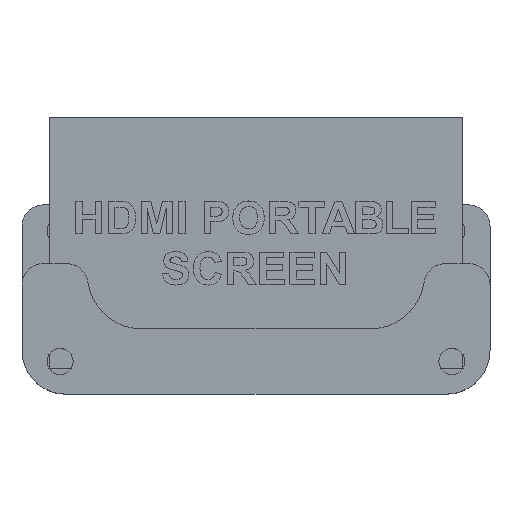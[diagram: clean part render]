
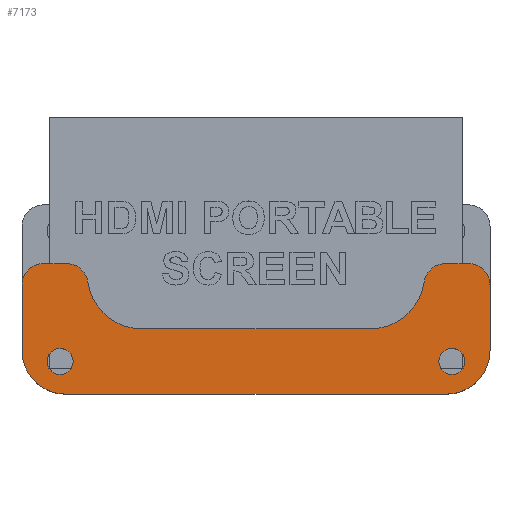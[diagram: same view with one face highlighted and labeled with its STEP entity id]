
A CAD part, top view. The second image highlights one B-rep face of the part: STEP entity #7173.
In plain terms, the highlighted planar face has unit normal (0, 0, 1).
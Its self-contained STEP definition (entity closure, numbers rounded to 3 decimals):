
#22=CIRCLE('',#7433,10.);
#24=CIRCLE('',#7437,10.);
#25=CIRCLE('',#7438,25.);
#26=CIRCLE('',#7439,25.);
#27=CIRCLE('',#7440,10.);
#28=CIRCLE('',#7441,10.);
#29=CIRCLE('',#7442,20.);
#30=CIRCLE('',#7443,20.);
#31=CIRCLE('',#7444,6.);
#32=CIRCLE('',#7445,6.);
#143=FACE_BOUND('',#1333,.T.);
#144=FACE_BOUND('',#1334,.T.);
#926=FACE_OUTER_BOUND('',#1332,.T.);
#1332=EDGE_LOOP('',(#6348,#6349,#6350,#6351,#6352,#6353,#6354,#6355,#6356,
#6357,#6358,#6359,#6360,#6361));
#1333=EDGE_LOOP('',(#6362));
#1334=EDGE_LOOP('',(#6363));
#2002=LINE('',#12006,#2698);
#2009=LINE('',#12020,#2705);
#2010=LINE('',#12026,#2706);
#2011=LINE('',#12032,#2707);
#2012=LINE('',#12036,#2708);
#2013=LINE('',#12040,#2709);
#2698=VECTOR('',#8531,10.);
#2705=VECTOR('',#8540,10.);
#2706=VECTOR('',#8545,10.);
#2707=VECTOR('',#8550,10.);
#2708=VECTOR('',#8553,10.);
#2709=VECTOR('',#8556,10.);
#3386=VERTEX_POINT('',#11996);
#3387=VERTEX_POINT('',#11997);
#3390=VERTEX_POINT('',#12005);
#3396=VERTEX_POINT('',#12019);
#3397=VERTEX_POINT('',#12021);
#3398=VERTEX_POINT('',#12023);
#3399=VERTEX_POINT('',#12025);
#3400=VERTEX_POINT('',#12027);
#3401=VERTEX_POINT('',#12029);
#3402=VERTEX_POINT('',#12031);
#3403=VERTEX_POINT('',#12033);
#3404=VERTEX_POINT('',#12035);
#3405=VERTEX_POINT('',#12037);
#3406=VERTEX_POINT('',#12039);
#3407=VERTEX_POINT('',#12042);
#3408=VERTEX_POINT('',#12044);
#4386=EDGE_CURVE('',#3386,#3387,#22,.T.);
#4390=EDGE_CURVE('',#3387,#3390,#2002,.T.);
#4397=EDGE_CURVE('',#3396,#3386,#2009,.T.);
#4398=EDGE_CURVE('',#3397,#3396,#24,.T.);
#4399=EDGE_CURVE('',#3398,#3397,#25,.T.);
#4400=EDGE_CURVE('',#3398,#3399,#2010,.T.);
#4401=EDGE_CURVE('',#3400,#3399,#26,.T.);
#4402=EDGE_CURVE('',#3401,#3400,#27,.T.);
#4403=EDGE_CURVE('',#3402,#3401,#2011,.T.);
#4404=EDGE_CURVE('',#3403,#3402,#28,.T.);
#4405=EDGE_CURVE('',#3403,#3404,#2012,.T.);
#4406=EDGE_CURVE('',#3405,#3404,#29,.T.);
#4407=EDGE_CURVE('',#3405,#3406,#2013,.T.);
#4408=EDGE_CURVE('',#3390,#3406,#30,.T.);
#4409=EDGE_CURVE('',#3407,#3407,#31,.T.);
#4410=EDGE_CURVE('',#3408,#3408,#32,.T.);
#6348=ORIENTED_EDGE('',*,*,#4386,.F.);
#6349=ORIENTED_EDGE('',*,*,#4397,.F.);
#6350=ORIENTED_EDGE('',*,*,#4398,.F.);
#6351=ORIENTED_EDGE('',*,*,#4399,.F.);
#6352=ORIENTED_EDGE('',*,*,#4400,.T.);
#6353=ORIENTED_EDGE('',*,*,#4401,.F.);
#6354=ORIENTED_EDGE('',*,*,#4402,.F.);
#6355=ORIENTED_EDGE('',*,*,#4403,.F.);
#6356=ORIENTED_EDGE('',*,*,#4404,.F.);
#6357=ORIENTED_EDGE('',*,*,#4405,.T.);
#6358=ORIENTED_EDGE('',*,*,#4406,.F.);
#6359=ORIENTED_EDGE('',*,*,#4407,.T.);
#6360=ORIENTED_EDGE('',*,*,#4408,.F.);
#6361=ORIENTED_EDGE('',*,*,#4390,.F.);
#6362=ORIENTED_EDGE('',*,*,#4409,.T.);
#6363=ORIENTED_EDGE('',*,*,#4410,.T.);
#6818=PLANE('',#7436);
#7173=ADVANCED_FACE('',(#926,#143,#144),#6818,.T.);
#7433=AXIS2_PLACEMENT_3D('',#11998,#8523,#8524);
#7436=AXIS2_PLACEMENT_3D('',#12018,#8538,#8539);
#7437=AXIS2_PLACEMENT_3D('',#12022,#8541,#8542);
#7438=AXIS2_PLACEMENT_3D('',#12024,#8543,#8544);
#7439=AXIS2_PLACEMENT_3D('',#12028,#8546,#8547);
#7440=AXIS2_PLACEMENT_3D('',#12030,#8548,#8549);
#7441=AXIS2_PLACEMENT_3D('',#12034,#8551,#8552);
#7442=AXIS2_PLACEMENT_3D('',#12038,#8554,#8555);
#7443=AXIS2_PLACEMENT_3D('',#12041,#8557,#8558);
#7444=AXIS2_PLACEMENT_3D('',#12043,#8559,#8560);
#7445=AXIS2_PLACEMENT_3D('',#12045,#8561,#8562);
#8523=DIRECTION('center_axis',(0.,0.,-1.));
#8524=DIRECTION('ref_axis',(0.707,0.707,0.));
#8531=DIRECTION('',(0.,-1.,0.));
#8538=DIRECTION('center_axis',(0.,0.,1.));
#8539=DIRECTION('ref_axis',(0.,-1.,0.));
#8540=DIRECTION('',(1.,0.,0.));
#8541=DIRECTION('center_axis',(0.,0.,-1.));
#8542=DIRECTION('ref_axis',(0.,-1.,0.));
#8543=DIRECTION('center_axis',(0.,0.,1.));
#8544=DIRECTION('ref_axis',(0.707,-0.707,0.));
#8545=DIRECTION('',(-1.,0.,0.));
#8546=DIRECTION('center_axis',(0.,0.,1.));
#8547=DIRECTION('ref_axis',(-0.707,-0.707,0.));
#8548=DIRECTION('center_axis',(0.,0.,-1.));
#8549=DIRECTION('ref_axis',(0.,-1.,0.));
#8550=DIRECTION('',(1.,0.,0.));
#8551=DIRECTION('center_axis',(0.,0.,-1.));
#8552=DIRECTION('ref_axis',(-0.707,0.707,0.));
#8553=DIRECTION('',(0.,-1.,0.));
#8554=DIRECTION('center_axis',(0.,0.,-1.));
#8555=DIRECTION('ref_axis',(-0.707,-0.707,0.));
#8556=DIRECTION('',(1.,0.,0.));
#8557=DIRECTION('center_axis',(0.,0.,-1.));
#8558=DIRECTION('ref_axis',(0.707,-0.707,0.));
#8559=DIRECTION('center_axis',(0.,0.,-1.));
#8560=DIRECTION('ref_axis',(-1.,0.,0.));
#8561=DIRECTION('center_axis',(0.,0.,-1.));
#8562=DIRECTION('ref_axis',(-1.,0.,0.));
#11996=CARTESIAN_POINT('',(300.,-9.5,29.5));
#11997=CARTESIAN_POINT('',(310.,-19.5,29.5));
#11998=CARTESIAN_POINT('Origin',(300.,-19.5,29.5));
#12005=CARTESIAN_POINT('',(310.,-49.5,29.5));
#12006=CARTESIAN_POINT('',(310.,-9.5,29.5));
#12018=CARTESIAN_POINT('Origin',(95.,-9.5,29.5));
#12019=CARTESIAN_POINT('',(289.641,-9.5,29.5));
#12020=CARTESIAN_POINT('',(95.,-9.5,29.5));
#12021=CARTESIAN_POINT('',(279.744,-18.071,29.5));
#12022=CARTESIAN_POINT('Origin',(289.641,-19.5,29.5));
#12023=CARTESIAN_POINT('',(255.,-39.5,29.5));
#12024=CARTESIAN_POINT('Origin',(255.,-14.5,29.5));
#12025=CARTESIAN_POINT('',(150.,-39.5,29.5));
#12026=CARTESIAN_POINT('',(187.5,-39.5,29.5));
#12027=CARTESIAN_POINT('',(125.256,-18.071,29.5));
#12028=CARTESIAN_POINT('Origin',(150.,-14.5,29.5));
#12029=CARTESIAN_POINT('',(115.359,-9.5,29.5));
#12030=CARTESIAN_POINT('Origin',(115.359,-19.5,29.5));
#12031=CARTESIAN_POINT('',(105.,-9.5,29.5));
#12032=CARTESIAN_POINT('',(95.,-9.5,29.5));
#12033=CARTESIAN_POINT('',(95.,-19.5,29.5));
#12034=CARTESIAN_POINT('Origin',(105.,-19.5,29.5));
#12035=CARTESIAN_POINT('',(95.,-49.5,29.5));
#12036=CARTESIAN_POINT('',(95.,-9.5,29.5));
#12037=CARTESIAN_POINT('',(115.,-69.5,29.5));
#12038=CARTESIAN_POINT('Origin',(115.,-49.5,29.5));
#12039=CARTESIAN_POINT('',(290.,-69.5,29.5));
#12040=CARTESIAN_POINT('',(95.,-69.5,29.5));
#12041=CARTESIAN_POINT('Origin',(290.,-49.5,29.5));
#12042=CARTESIAN_POINT('',(118.5,-54.5,29.5));
#12043=CARTESIAN_POINT('Origin',(112.5,-54.5,29.5));
#12044=CARTESIAN_POINT('',(298.5,-54.5,29.5));
#12045=CARTESIAN_POINT('Origin',(292.5,-54.5,29.5));
